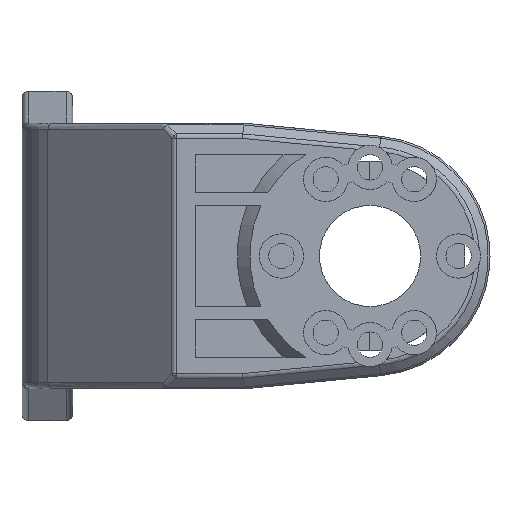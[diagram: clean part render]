
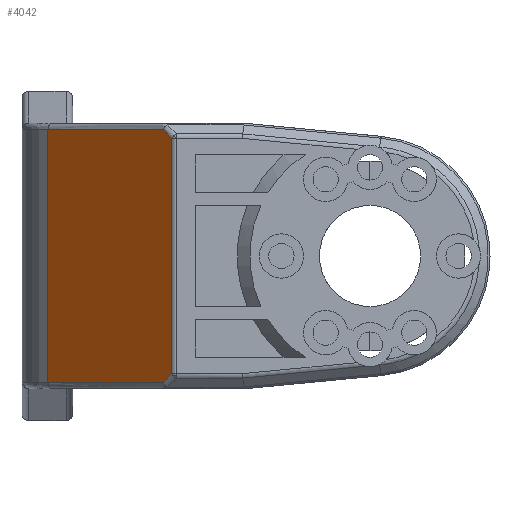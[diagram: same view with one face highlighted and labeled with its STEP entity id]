
A CAD part, left-side view. The second image highlights one B-rep face of the part: STEP entity #4042.
In plain terms, the highlighted planar face has unit normal (0.707, -0.707, 0).
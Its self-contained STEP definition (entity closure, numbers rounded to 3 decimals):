
#163 = VECTOR ( 'NONE', #11762, 1000. ) ;
#298 = CARTESIAN_POINT ( 'NONE',  ( -30.264, 29.886, 10. ) ) ;
#389 = CARTESIAN_POINT ( 'NONE',  ( -34.004, 26.146, -9.293 ) ) ;
#762 = ORIENTED_EDGE ( 'NONE', *, *, #2903, .F. ) ;
#986 = EDGE_CURVE ( 'NONE', #26378, #21114, #8290, .T. ) ;
#1722 = DIRECTION ( 'NONE',  ( 0.577, 0.577, 0.577 ) ) ;
#1997 = CARTESIAN_POINT ( 'NONE',  ( -34.004, 26.146, 9.293 ) ) ;
#2021 = DIRECTION ( 'NONE',  ( 0., 0., -1. ) ) ;
#2392 = AXIS2_PLACEMENT_3D ( 'NONE', #2413, #17492, #4653 ) ;
#2413 = CARTESIAN_POINT ( 'NONE',  ( -28.15, 32., 0. ) ) ;
#2903 = EDGE_CURVE ( 'NONE', #11304, #26378, #24495, .T. ) ;
#3250 = CARTESIAN_POINT ( 'NONE',  ( -24.2, 35.95, -10. ) ) ;
#4042 = ADVANCED_FACE ( 'NONE', ( #8962 ), #21712, .F. ) ;
#4653 = DIRECTION ( 'NONE',  ( -0.707, -0.707, 0. ) ) ;
#4714 = CARTESIAN_POINT ( 'NONE',  ( -33.296, 26.854, 10. ) ) ;
#6048 = LINE ( 'NONE', #9620, #163 ) ;
#6437 = ORIENTED_EDGE ( 'NONE', *, *, #22044, .F. ) ;
#7312 = CARTESIAN_POINT ( 'NONE',  ( -34.004, 26.146, 0. ) ) ;
#7872 = ORIENTED_EDGE ( 'NONE', *, *, #21289, .T. ) ;
#8290 = LINE ( 'NONE', #1997, #19039 ) ;
#8514 = ORIENTED_EDGE ( 'NONE', *, *, #986, .F. ) ;
#8962 = FACE_OUTER_BOUND ( 'NONE', #12826, .T. ) ;
#8986 = CARTESIAN_POINT ( 'NONE',  ( -24.2, 35.95, 10. ) ) ;
#9620 = CARTESIAN_POINT ( 'NONE',  ( -33.296, 26.854, -10. ) ) ;
#10324 = ORIENTED_EDGE ( 'NONE', *, *, #17545, .F. ) ;
#10660 = CARTESIAN_POINT ( 'NONE',  ( -24.2, 35.95, 0. ) ) ;
#11147 = CARTESIAN_POINT ( 'NONE',  ( -27.232, 32.918, 10. ) ) ;
#11304 = VERTEX_POINT ( 'NONE', #389 ) ;
#11762 = DIRECTION ( 'NONE',  ( -0.577, -0.577, 0.577 ) ) ;
#11816 = CARTESIAN_POINT ( 'NONE',  ( -30.264, 29.886, -10. ) ) ;
#11963 = CARTESIAN_POINT ( 'NONE',  ( -34.004, 26.146, 9.293 ) ) ;
#12826 = EDGE_LOOP ( 'NONE', ( #7872, #6437, #20268, #8514, #762, #10324 ) ) ;
#12877 = B_SPLINE_CURVE_WITH_KNOTS ( 'NONE', 3,
 ( #26774, #11816, #16161, #3250 ),
 .UNSPECIFIED., .F., .F.,
 ( 4, 4 ),
 ( 0., 1. ),
 .UNSPECIFIED. ) ;
#13819 = VECTOR ( 'NONE', #24428, 1000. ) ;
#15471 = CARTESIAN_POINT ( 'NONE',  ( -33.296, 26.854, 10. ) ) ;
#15715 = CARTESIAN_POINT ( 'NONE',  ( -24.2, 35.95, -10. ) ) ;
#16161 = CARTESIAN_POINT ( 'NONE',  ( -27.232, 32.918, -10. ) ) ;
#16811 = EDGE_CURVE ( 'NONE', #24793, #21114, #21517, .T. ) ;
#17492 = DIRECTION ( 'NONE',  ( -0.707, 0.707, 0. ) ) ;
#17545 = EDGE_CURVE ( 'NONE', #19536, #11304, #6048, .T. ) ;
#18584 = VECTOR ( 'NONE', #2021, 1000. ) ;
#19039 = VECTOR ( 'NONE', #1722, 1000. ) ;
#19536 = VERTEX_POINT ( 'NONE', #19711 ) ;
#19711 = CARTESIAN_POINT ( 'NONE',  ( -33.296, 26.854, -10. ) ) ;
#20268 = ORIENTED_EDGE ( 'NONE', *, *, #16811, .T. ) ;
#21114 = VERTEX_POINT ( 'NONE', #4714 ) ;
#21289 = EDGE_CURVE ( 'NONE', #19536, #22866, #12877, .T. ) ;
#21517 = B_SPLINE_CURVE_WITH_KNOTS ( 'NONE', 3,
 ( #8986, #11147, #298, #15471 ),
 .UNSPECIFIED., .F., .F.,
 ( 4, 4 ),
 ( 0., 1. ),
 .UNSPECIFIED. ) ;
#21712 = PLANE ( 'NONE',  #2392 ) ;
#22044 = EDGE_CURVE ( 'NONE', #24793, #22866, #24920, .T. ) ;
#22866 = VERTEX_POINT ( 'NONE', #15715 ) ;
#24428 = DIRECTION ( 'NONE',  ( 0., 0., 1. ) ) ;
#24495 = LINE ( 'NONE', #7312, #13819 ) ;
#24549 = CARTESIAN_POINT ( 'NONE',  ( -24.2, 35.95, 10. ) ) ;
#24793 = VERTEX_POINT ( 'NONE', #24549 ) ;
#24920 = LINE ( 'NONE', #10660, #18584 ) ;
#26378 = VERTEX_POINT ( 'NONE', #11963 ) ;
#26774 = CARTESIAN_POINT ( 'NONE',  ( -33.296, 26.854, -10. ) ) ;
